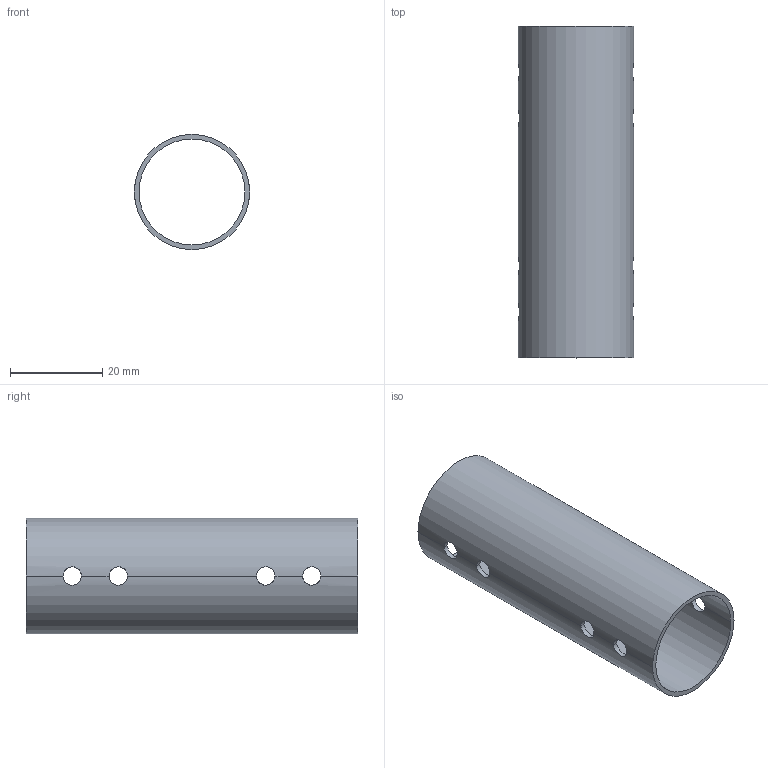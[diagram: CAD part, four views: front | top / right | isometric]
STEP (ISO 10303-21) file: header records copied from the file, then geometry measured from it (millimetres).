
FILE_DESCRIPTION((''),'2;1');
FILE_NAME('OBMP-SAR-1270','2023-10-10T19:28:18',('ccha425'),('Department of Mechanical Engineering, The University of Auckland'),'CREO PARAMETRIC BY PTC INC, 2017260','CREO PARAMETRIC BY PTC INC, 2017260','');
FILE_SCHEMA(('CONFIG_CONTROL_DESIGN'));
Length unit declared in the file: millimetre
Products named in the file (1): OBMP-SAR-1270
Bounding box: 25 x 72 x 25 mm (x, y, z)
Volume: 5327.8 mm3; surface area: 10907.6 mm2
Topology: 1 solids, 1 shells, 22 faces, 76 edges, 40 vertices
Faces by surface type: cylinder 20, plane 2
Entity records: 1294 total; most frequent: CARTESIAN_POINT 650, ORIENTED_EDGE 152, DIRECTION 96, EDGE_CURVE 76, VERTEX_POINT 40, VECTOR 36, LINE 36, B_SPLINE_CURVE_WITH_KNOTS 32
